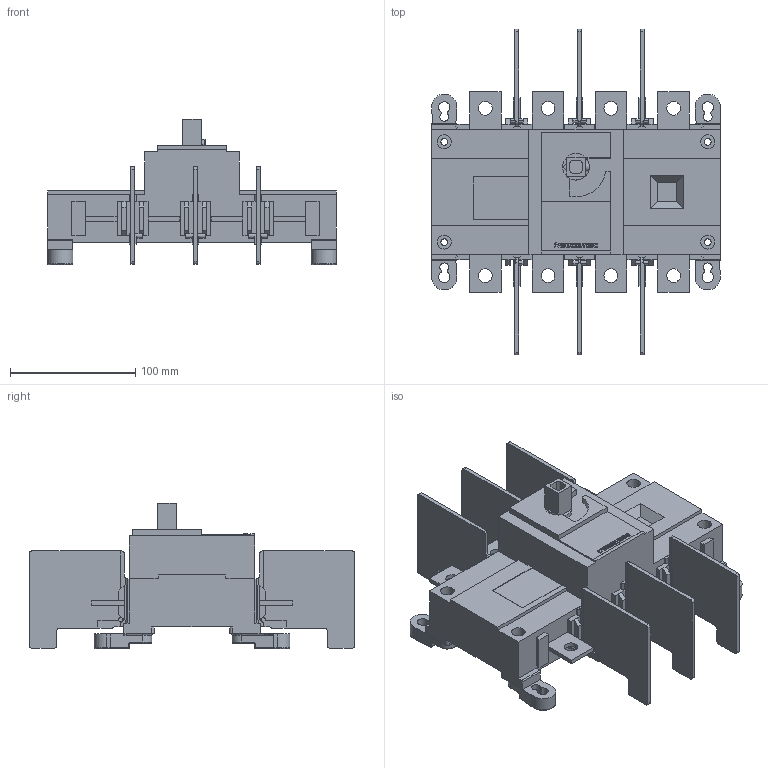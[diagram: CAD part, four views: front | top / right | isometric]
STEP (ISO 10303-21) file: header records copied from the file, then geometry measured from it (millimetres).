
FILE_DESCRIPTION (( 'STEP AP214' ), '1' );
FILE_NAME ('27004011.step', '2016-05-09T12:22:31', ( '' ), ( '' ), 'SwSTEP 2.0', 'SolidWorks 2015', '' );
FILE_SCHEMA (( 'AUTOMOTIVE_DESIGN' ));
Length unit declared in the file: inch
Products named in the file (1): 27004011
Bounding box: 230 x 259.4 x 116.2 mm (x, y, z)
Volume: 1341518.5 mm3; surface area: 196608 mm2
Topology: 1 solids, 1 shells, 888 faces, 2369 edges, 1531 vertices
Faces by surface type: plane 562, cylinder 232, bspline 94
Entity records: 30493 total; most frequent: CARTESIAN_POINT 8562, ORIENTED_EDGE 4722, DIRECTION 4263, EDGE_CURVE 2361, VECTOR 1735, LINE 1735, VERTEX_POINT 1531, AXIS2_PLACEMENT_3D 1264
